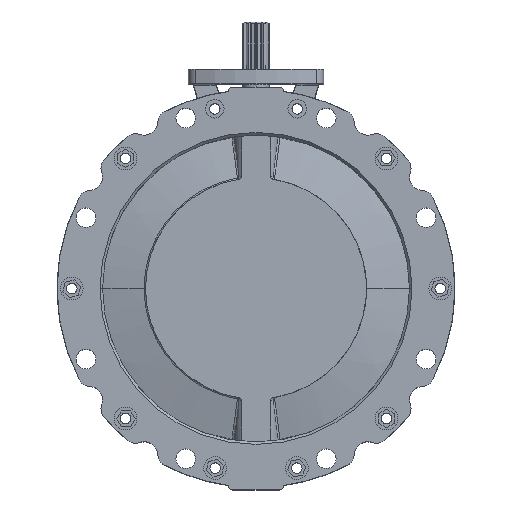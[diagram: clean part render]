
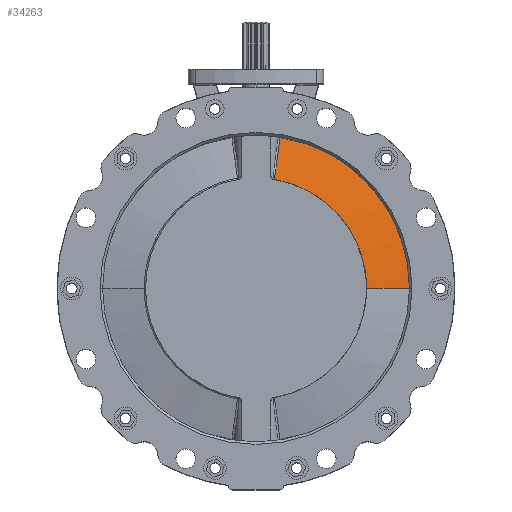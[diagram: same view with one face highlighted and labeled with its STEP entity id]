
A CAD part, top view. The second image highlights one B-rep face of the part: STEP entity #34263.
In plain terms, the highlighted spherical face has radius 496.281 mm.
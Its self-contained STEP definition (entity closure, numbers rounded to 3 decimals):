
#1245 = CARTESIAN_POINT ( 'NONE',  ( 14.968, 89.128, 12.702 ) ) ;
#1810 = EDGE_CURVE ( 'NONE', #24577, #27345, #3052, .T. ) ;
#2026 = B_SPLINE_CURVE_WITH_KNOTS ( 'NONE', 3,
 ( #13573, #26362, #13122, #23877, #20507, #34179 ),
 .UNSPECIFIED., .F., .F.,
 ( 4, 2, 4 ),
 ( 0., 0.018, 0.035 ),
 .UNSPECIFIED. ) ;
#2091 = CARTESIAN_POINT ( 'NONE',  ( 0., 0., -475.281 ) ) ;
#2212 = SPHERICAL_SURFACE ( 'NONE', #26998, 496.281 ) ;
#3052 = B_SPLINE_CURVE_WITH_KNOTS ( 'NONE', 3,
 ( #1245, #17357, #14032, #11294, #7921, #7256 ),
 .UNSPECIFIED., .F., .F.,
 ( 4, 2, 4 ),
 ( 0., 0.001, 0.001 ),
 .UNSPECIFIED. ) ;
#3770 = DIRECTION ( 'NONE',  ( 0., 0., -1. ) ) ;
#5785 = DIRECTION ( 'NONE',  ( 0., 1., 0. ) ) ;
#7122 = ORIENTED_EDGE ( 'NONE', *, *, #38630, .T. ) ;
#7256 = CARTESIAN_POINT ( 'NONE',  ( 16.308, 88.51, 12.771 ) ) ;
#7921 = CARTESIAN_POINT ( 'NONE',  ( 16.061, 88.556, 12.771 ) ) ;
#8439 = CARTESIAN_POINT ( 'NONE',  ( 14.968, 89.128, 12.702 ) ) ;
#8462 = DIRECTION ( 'NONE',  ( -1., 0., 0. ) ) ;
#9557 = DIRECTION ( 'NONE',  ( 0., 0., -1. ) ) ;
#10254 = CARTESIAN_POINT ( 'NONE',  ( 125., 0., 5. ) ) ;
#11294 = CARTESIAN_POINT ( 'NONE',  ( 15.819, 88.63, 12.765 ) ) ;
#12820 = DIRECTION ( 'NONE',  ( -1., 0., 0. ) ) ;
#13122 = CARTESIAN_POINT ( 'NONE',  ( 18.55, 112.015, 7.874 ) ) ;
#13573 = CARTESIAN_POINT ( 'NONE',  ( 19.742, 123.431, 5. ) ) ;
#13998 = VERTEX_POINT ( 'NONE', #10254 ) ;
#14032 = CARTESIAN_POINT ( 'NONE',  ( 15.368, 88.835, 12.743 ) ) ;
#17357 = CARTESIAN_POINT ( 'NONE',  ( 15.158, 88.964, 12.726 ) ) ;
#17521 = CARTESIAN_POINT ( 'NONE',  ( 90., 0., 12.771 ) ) ;
#20507 = CARTESIAN_POINT ( 'NONE',  ( 16.02, 94.851, 11.624 ) ) ;
#20690 = EDGE_LOOP ( 'NONE', ( #37619, #26631, #26469, #7122, #24230 ) ) ;
#21891 = VERTEX_POINT ( 'NONE', #33234 ) ;
#21943 = FACE_OUTER_BOUND ( 'NONE', #20690, .T. ) ;
#22820 = CARTESIAN_POINT ( 'NONE',  ( 0., 0., 12.771 ) ) ;
#23723 = CARTESIAN_POINT ( 'NONE',  ( 0., 0., 5. ) ) ;
#23877 = CARTESIAN_POINT ( 'NONE',  ( 16.948, 100.573, 10.443 ) ) ;
#24230 = ORIENTED_EDGE ( 'NONE', *, *, #1810, .T. ) ;
#24577 = VERTEX_POINT ( 'NONE', #8439 ) ;
#25287 = CIRCLE ( 'NONE', #34574, 90. ) ;
#25853 = DIRECTION ( 'NONE',  ( 0., 1., 0. ) ) ;
#26259 = EDGE_CURVE ( 'NONE', #21891, #13998, #40829, .T. ) ;
#26362 = CARTESIAN_POINT ( 'NONE',  ( 19.222, 117.727, 6.487 ) ) ;
#26469 = ORIENTED_EDGE ( 'NONE', *, *, #26259, .F. ) ;
#26631 = ORIENTED_EDGE ( 'NONE', *, *, #33194, .T. ) ;
#26998 = AXIS2_PLACEMENT_3D ( 'NONE', #29561, #5785, #8462 ) ;
#27345 = VERTEX_POINT ( 'NONE', #36745 ) ;
#27642 = CIRCLE ( 'NONE', #33354, 496.281 ) ;
#29561 = CARTESIAN_POINT ( 'NONE',  ( 0., 0., -475.281 ) ) ;
#33194 = EDGE_CURVE ( 'NONE', #37510, #13998, #27642, .T. ) ;
#33234 = CARTESIAN_POINT ( 'NONE',  ( 19.742, 123.431, 5. ) ) ;
#33354 = AXIS2_PLACEMENT_3D ( 'NONE', #2091, #25853, #12820 ) ;
#34179 = CARTESIAN_POINT ( 'NONE',  ( 14.968, 89.128, 12.702 ) ) ;
#34263 = ADVANCED_FACE ( 'NONE', ( #21943 ), #2212, .T. ) ;
#34574 = AXIS2_PLACEMENT_3D ( 'NONE', #22820, #9557, #36070 ) ;
#36070 = DIRECTION ( 'NONE',  ( -1., 0., 0. ) ) ;
#36745 = CARTESIAN_POINT ( 'NONE',  ( 16.308, 88.51, 12.771 ) ) ;
#37296 = AXIS2_PLACEMENT_3D ( 'NONE', #23723, #3770, #37387 ) ;
#37387 = DIRECTION ( 'NONE',  ( -1., 0., 0. ) ) ;
#37510 = VERTEX_POINT ( 'NONE', #17521 ) ;
#37619 = ORIENTED_EDGE ( 'NONE', *, *, #42139, .T. ) ;
#38630 = EDGE_CURVE ( 'NONE', #21891, #24577, #2026, .T. ) ;
#40829 = CIRCLE ( 'NONE', #37296, 125. ) ;
#42139 = EDGE_CURVE ( 'NONE', #27345, #37510, #25287, .T. ) ;
